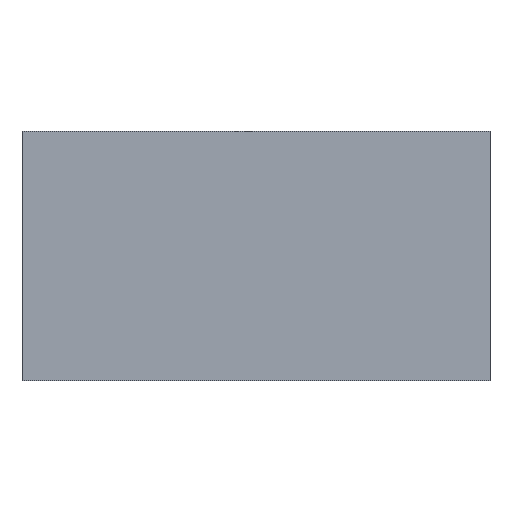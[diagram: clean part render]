
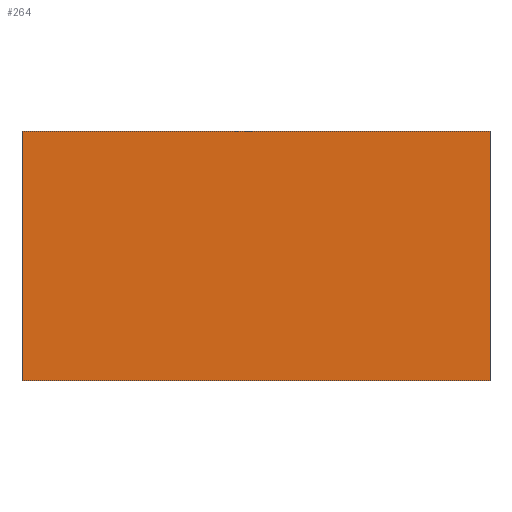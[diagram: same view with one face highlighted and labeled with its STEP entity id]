
A CAD part, front view. The second image highlights one B-rep face of the part: STEP entity #264.
In plain terms, the highlighted planar face has unit normal (0, -1, 0).
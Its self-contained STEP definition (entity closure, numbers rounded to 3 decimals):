
#30=PLANE('',#298);
#44=FACE_OUTER_BOUND('',#62,.T.);
#62=EDGE_LOOP('',(#245,#246,#247,#248));
#64=LINE('',#379,#92);
#85=LINE('',#430,#113);
#88=LINE('',#434,#116);
#89=LINE('',#436,#117);
#92=VECTOR('',#310,10.);
#113=VECTOR('',#355,10.);
#116=VECTOR('',#360,10.);
#117=VECTOR('',#363,10.);
#127=VERTEX_POINT('',#377);
#128=VERTEX_POINT('',#378);
#145=VERTEX_POINT('',#427);
#146=VERTEX_POINT('',#429);
#150=EDGE_CURVE('',#127,#128,#64,.T.);
#175=EDGE_CURVE('',#145,#146,#85,.T.);
#178=EDGE_CURVE('',#145,#128,#88,.T.);
#179=EDGE_CURVE('',#146,#127,#89,.T.);
#245=ORIENTED_EDGE('',*,*,#175,.F.);
#246=ORIENTED_EDGE('',*,*,#178,.T.);
#247=ORIENTED_EDGE('',*,*,#150,.F.);
#248=ORIENTED_EDGE('',*,*,#179,.F.);
#264=ADVANCED_FACE('',(#44),#30,.T.);
#298=AXIS2_PLACEMENT_3D('',#439,#367,#368);
#310=DIRECTION('',(1.,0.,0.));
#355=DIRECTION('',(-1.,0.,0.));
#360=DIRECTION('',(0.,0.,1.));
#363=DIRECTION('',(0.,0.,1.));
#367=DIRECTION('center_axis',(0.,-1.,0.));
#368=DIRECTION('ref_axis',(1.,0.,0.));
#377=CARTESIAN_POINT('',(-15.,-29.,8.));
#378=CARTESIAN_POINT('',(0.,-29.,8.));
#379=CARTESIAN_POINT('',(0.,-29.,8.));
#427=CARTESIAN_POINT('',(0.,-29.,0.));
#429=CARTESIAN_POINT('',(-15.,-29.,0.));
#430=CARTESIAN_POINT('',(0.,-29.,0.));
#434=CARTESIAN_POINT('',(0.,-29.,0.));
#436=CARTESIAN_POINT('',(-15.,-29.,0.));
#439=CARTESIAN_POINT('Origin',(-15.,-29.,0.));
